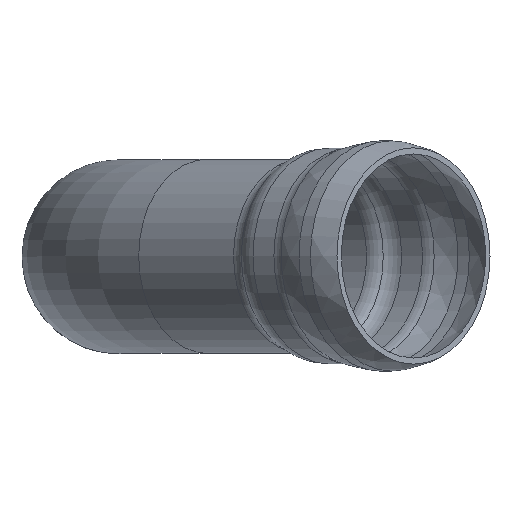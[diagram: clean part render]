
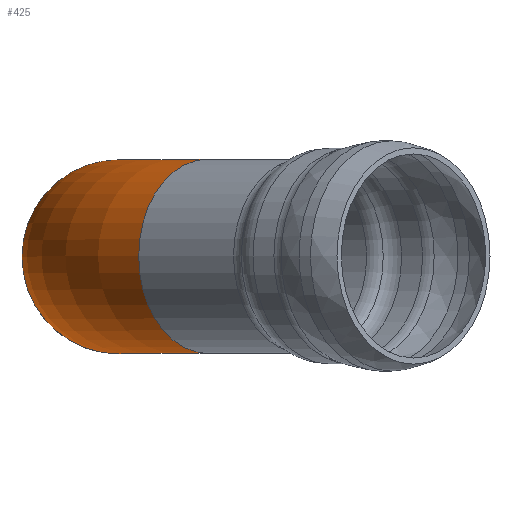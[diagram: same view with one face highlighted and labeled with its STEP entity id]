
A CAD part, top view. The second image highlights one B-rep face of the part: STEP entity #425.
In plain terms, the highlighted toroidal (fillet/blend) face has major radius 825 mm and minor radius 265 mm.
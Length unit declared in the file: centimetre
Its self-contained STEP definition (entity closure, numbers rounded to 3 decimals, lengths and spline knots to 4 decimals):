
#65=FACE_OUTER_BOUND('',#91,.T.);
#91=EDGE_LOOP('',(#313,#314,#315,#316,#317));
#117=CIRCLE('',#454,26.5);
#129=CIRCLE('',#472,26.5);
#130=CIRCLE('',#473,26.5);
#131=CIRCLE('',#474,56.);
#172=VERTEX_POINT('',#711);
#182=VERTEX_POINT('',#743);
#183=VERTEX_POINT('',#744);
#216=EDGE_CURVE('',#172,#172,#117,.T.);
#231=EDGE_CURVE('',#182,#183,#129,.T.);
#232=EDGE_CURVE('',#183,#182,#130,.T.);
#233=EDGE_CURVE('',#183,#172,#131,.T.);
#313=ORIENTED_EDGE('',*,*,#231,.F.);
#314=ORIENTED_EDGE('',*,*,#232,.F.);
#315=ORIENTED_EDGE('',*,*,#233,.T.);
#316=ORIENTED_EDGE('',*,*,#216,.T.);
#317=ORIENTED_EDGE('',*,*,#233,.F.);
#411=TOROIDAL_SURFACE('',#471,82.5,26.5);
#425=ADVANCED_FACE('',(#65),#411,.T.);
#454=AXIS2_PLACEMENT_3D('',#713,#545,#546);
#471=AXIS2_PLACEMENT_3D('',#742,#582,#583);
#472=AXIS2_PLACEMENT_3D('',#745,#584,#585);
#473=AXIS2_PLACEMENT_3D('',#746,#586,#587);
#474=AXIS2_PLACEMENT_3D('',#747,#588,#589);
#545=DIRECTION('center_axis',(0.,0.,
1.));
#546=DIRECTION('ref_axis',(1.,0.,0.));
#582=DIRECTION('center_axis',(0.,1.,0.));
#583=DIRECTION('ref_axis',(-1.,0.,0.));
#584=DIRECTION('center_axis',(0.707,0.,0.707));
#585=DIRECTION('ref_axis',(0.707,0.,-0.707));
#586=DIRECTION('center_axis',(0.707,0.,0.707));
#587=DIRECTION('ref_axis',(0.707,0.,-0.707));
#588=DIRECTION('center_axis',(0.,-1.,0.));
#589=DIRECTION('ref_axis',(-1.,0.,0.));
#711=CARTESIAN_POINT('',(-7.0348,-139.3,1.1819));
#713=CARTESIAN_POINT('Origin',(-33.5348,-139.3,1.1819));
#742=CARTESIAN_POINT('Origin',(48.9652,-139.3,1.1819));
#743=CARTESIAN_POINT('',(-28.1094,-139.3,78.2565));
#744=CARTESIAN_POINT('',(9.3672,-139.3,40.7799));
#745=CARTESIAN_POINT('Origin',(-9.3711,-139.3,59.5182));
#746=CARTESIAN_POINT('Origin',(-9.3711,-139.3,59.5182));
#747=CARTESIAN_POINT('Origin',(48.9652,-139.3,1.1819));
